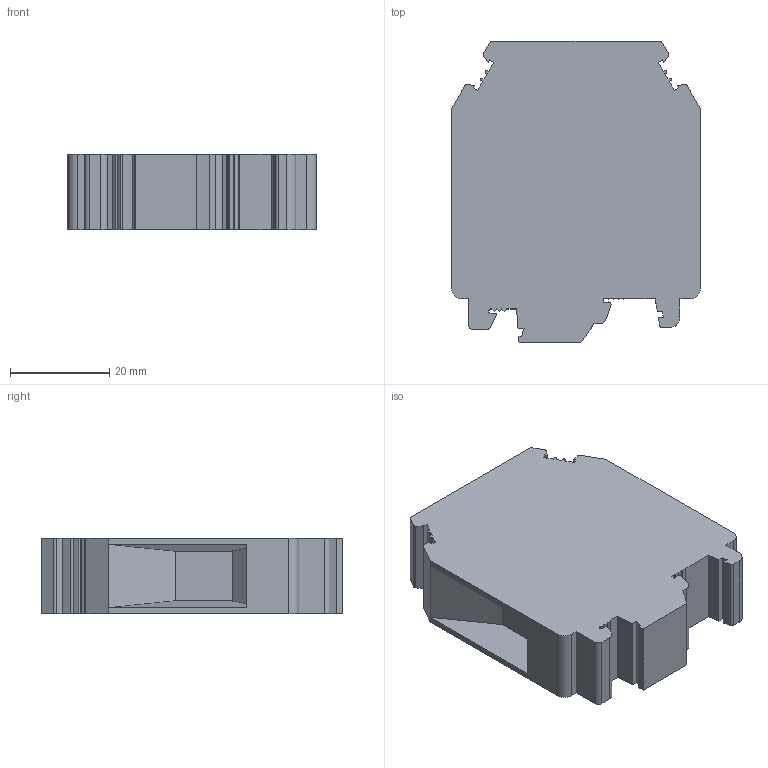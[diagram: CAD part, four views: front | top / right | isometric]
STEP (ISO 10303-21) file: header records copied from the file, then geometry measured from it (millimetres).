
FILE_DESCRIPTION((''),'2;1');
FILE_NAME('PRT0001','2021-11-02T',('Administrator'),(''),'PRO/ENGINEER BY PARAMETRIC TECHNOLOGY CORPORATION, 2013230','PRO/ENGINEER BY PARAMETRIC TECHNOLOGY CORPORATION, 2013230','');
FILE_SCHEMA(('AUTOMOTIVE_DESIGN { 1 0 10303 214 1 1 1 1 }'));
Length unit declared in the file: millimetre
Products named in the file (1): PRT0001
Bounding box: 50.2 x 60.88 x 15.2 mm (x, y, z)
Volume: 36787.9 mm3; surface area: 10114.1 mm2
Topology: 1 solids, 1 shells, 125 faces, 356 edges, 236 vertices
Faces by surface type: plane 98, cylinder 27
Entity records: 4106 total; most frequent: CARTESIAN_POINT 731, ORIENTED_EDGE 712, DIRECTION 656, EDGE_CURVE 356, VECTOR 302, LINE 302, VERTEX_POINT 236, AXIS2_PLACEMENT_3D 177
